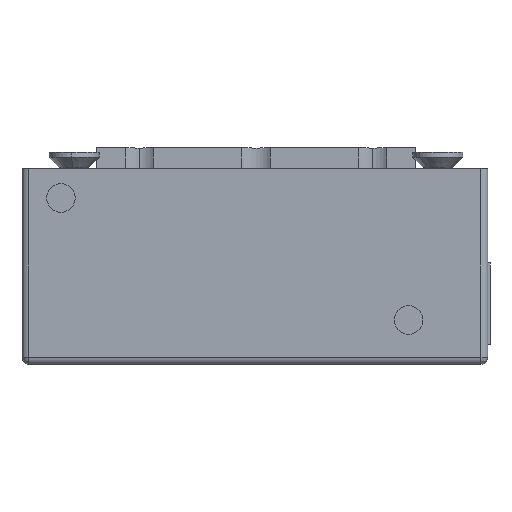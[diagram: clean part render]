
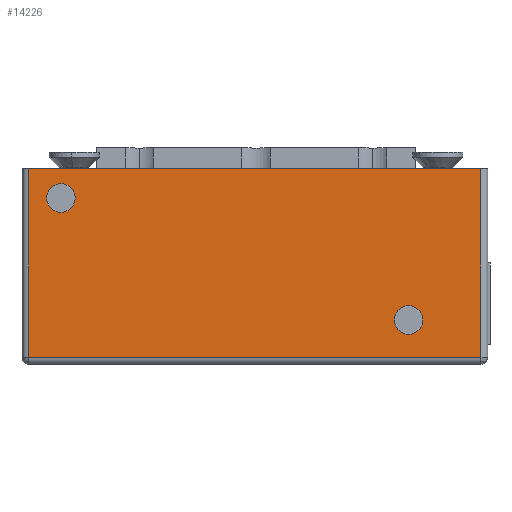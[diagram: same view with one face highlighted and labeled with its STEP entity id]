
A CAD part, left-side view. The second image highlights one B-rep face of the part: STEP entity #14226.
In plain terms, the highlighted face is planar.
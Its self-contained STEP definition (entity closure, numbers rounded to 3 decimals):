
#91 = EDGE_LOOP ( 'NONE', ( #21314, #19274, #11427, #7609 ) ) ;
#463 = DIRECTION ( 'NONE',  ( 0., 0., 1. ) ) ;
#738 = EDGE_LOOP ( 'NONE', ( #22803, #18421 ) ) ;
#776 = ORIENTED_EDGE ( 'NONE', *, *, #19538, .F. ) ;
#2432 = DIRECTION ( 'NONE',  ( 1., 0., 0. ) ) ;
#2582 = FACE_OUTER_BOUND ( 'NONE', #91, .T. ) ;
#2778 = CARTESIAN_POINT ( 'NONE',  ( 1., 0., 66. ) ) ;
#2876 = VERTEX_POINT ( 'NONE', #14310 ) ;
#4319 = VECTOR ( 'NONE', #5048, 1000. ) ;
#4658 = CARTESIAN_POINT ( 'NONE',  ( 23.9, 0., 61.4 ) ) ;
#4966 = DIRECTION ( 'NONE',  ( 0., 0., 1. ) ) ;
#5032 = DIRECTION ( 'NONE',  ( 0., 0., 1. ) ) ;
#5048 = DIRECTION ( 'NONE',  ( 0., 0., -1. ) ) ;
#5141 = CARTESIAN_POINT ( 'NONE',  ( 6.35, 0., 11.4 ) ) ;
#5164 = LINE ( 'NONE', #12192, #4319 ) ;
#5244 = AXIS2_PLACEMENT_3D ( 'NONE', #11962, #8071, #11708 ) ;
#5415 = EDGE_CURVE ( 'NONE', #6403, #9467, #7472, .T. ) ;
#5855 = CARTESIAN_POINT ( 'NONE',  ( 0., 0., 66. ) ) ;
#6069 = CARTESIAN_POINT ( 'NONE',  ( 23.9, 0., 59.35 ) ) ;
#6321 = EDGE_CURVE ( 'NONE', #13347, #6630, #15329, .T. ) ;
#6363 = CIRCLE ( 'NONE', #19484, 2.05 ) ;
#6403 = VERTEX_POINT ( 'NONE', #2778 ) ;
#6630 = VERTEX_POINT ( 'NONE', #6069 ) ;
#7472 = LINE ( 'NONE', #5855, #22110 ) ;
#7609 = ORIENTED_EDGE ( 'NONE', *, *, #9363, .F. ) ;
#7678 = CIRCLE ( 'NONE', #21896, 2.05 ) ;
#7703 = DIRECTION ( 'NONE',  ( -1., 0., 0. ) ) ;
#7989 = VERTEX_POINT ( 'NONE', #21761 ) ;
#8071 = DIRECTION ( 'NONE',  ( 0., -1., 0. ) ) ;
#8699 = CARTESIAN_POINT ( 'NONE',  ( 1., 0., 67. ) ) ;
#9363 = EDGE_CURVE ( 'NONE', #9467, #17058, #5164, .T. ) ;
#9467 = VERTEX_POINT ( 'NONE', #14301 ) ;
#10516 = DIRECTION ( 'NONE',  ( 0., -1., 0. ) ) ;
#11427 = ORIENTED_EDGE ( 'NONE', *, *, #16343, .F. ) ;
#11583 = LINE ( 'NONE', #20482, #20109 ) ;
#11708 = DIRECTION ( 'NONE',  ( 0., 0., 1. ) ) ;
#11962 = CARTESIAN_POINT ( 'NONE',  ( 23.9, 0., 61.4 ) ) ;
#12053 = DIRECTION ( 'NONE',  ( 0., 0., 1. ) ) ;
#12192 = CARTESIAN_POINT ( 'NONE',  ( 28.1, 0., 67. ) ) ;
#12583 = AXIS2_PLACEMENT_3D ( 'NONE', #20046, #13380, #463 ) ;
#13347 = VERTEX_POINT ( 'NONE', #16938 ) ;
#13380 = DIRECTION ( 'NONE',  ( 0., 1., 0. ) ) ;
#13558 = VERTEX_POINT ( 'NONE', #20501 ) ;
#13581 = EDGE_CURVE ( 'NONE', #6630, #13347, #16114, .T. ) ;
#13994 = LINE ( 'NONE', #8699, #14120 ) ;
#14120 = VECTOR ( 'NONE', #4966, 1000. ) ;
#14226 = ADVANCED_FACE ( 'NONE', ( #22030, #18311, #2582 ), #16578, .F. ) ;
#14301 = CARTESIAN_POINT ( 'NONE',  ( 28.1, 0., 66. ) ) ;
#14310 = CARTESIAN_POINT ( 'NONE',  ( 6.35, 0., 9.35 ) ) ;
#15109 = DIRECTION ( 'NONE',  ( 0., 0., 1. ) ) ;
#15226 = CARTESIAN_POINT ( 'NONE',  ( 6.35, 0., 11.4 ) ) ;
#15329 = CIRCLE ( 'NONE', #18714, 2.05 ) ;
#16114 = CIRCLE ( 'NONE', #5244, 2.05 ) ;
#16161 = EDGE_LOOP ( 'NONE', ( #776, #20447 ) ) ;
#16343 = EDGE_CURVE ( 'NONE', #17058, #13558, #11583, .T. ) ;
#16578 = PLANE ( 'NONE',  #12583 ) ;
#16938 = CARTESIAN_POINT ( 'NONE',  ( 23.9, 0., 63.45 ) ) ;
#17058 = VERTEX_POINT ( 'NONE', #21089 ) ;
#17254 = EDGE_CURVE ( 'NONE', #2876, #7989, #7678, .T. ) ;
#17806 = EDGE_CURVE ( 'NONE', #13558, #6403, #13994, .T. ) ;
#18311 = FACE_BOUND ( 'NONE', #738, .T. ) ;
#18421 = ORIENTED_EDGE ( 'NONE', *, *, #13581, .F. ) ;
#18714 = AXIS2_PLACEMENT_3D ( 'NONE', #4658, #22581, #12053 ) ;
#19274 = ORIENTED_EDGE ( 'NONE', *, *, #17806, .F. ) ;
#19484 = AXIS2_PLACEMENT_3D ( 'NONE', #15226, #22590, #15109 ) ;
#19538 = EDGE_CURVE ( 'NONE', #7989, #2876, #6363, .T. ) ;
#20046 = CARTESIAN_POINT ( 'NONE',  ( 0., 0., 67. ) ) ;
#20109 = VECTOR ( 'NONE', #7703, 1000. ) ;
#20447 = ORIENTED_EDGE ( 'NONE', *, *, #17254, .F. ) ;
#20482 = CARTESIAN_POINT ( 'NONE',  ( 0., 0., 1. ) ) ;
#20501 = CARTESIAN_POINT ( 'NONE',  ( 1., 0., 1. ) ) ;
#21089 = CARTESIAN_POINT ( 'NONE',  ( 28.1, 0., 1. ) ) ;
#21314 = ORIENTED_EDGE ( 'NONE', *, *, #5415, .F. ) ;
#21761 = CARTESIAN_POINT ( 'NONE',  ( 6.35, 0., 13.45 ) ) ;
#21896 = AXIS2_PLACEMENT_3D ( 'NONE', #5141, #10516, #5032 ) ;
#22030 = FACE_BOUND ( 'NONE', #16161, .T. ) ;
#22110 = VECTOR ( 'NONE', #2432, 1000. ) ;
#22581 = DIRECTION ( 'NONE',  ( 0., -1., 0. ) ) ;
#22590 = DIRECTION ( 'NONE',  ( 0., -1., 0. ) ) ;
#22803 = ORIENTED_EDGE ( 'NONE', *, *, #6321, .F. ) ;
